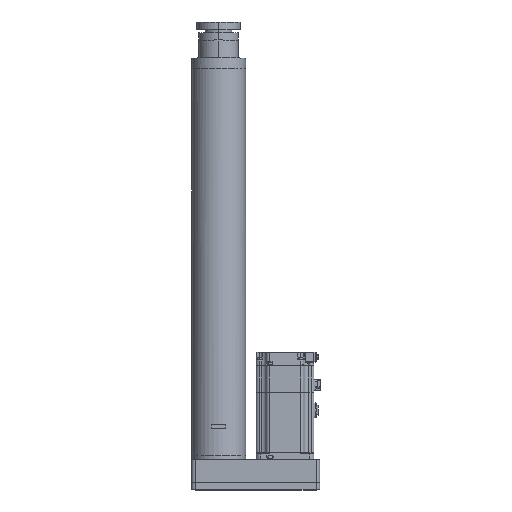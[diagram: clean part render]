
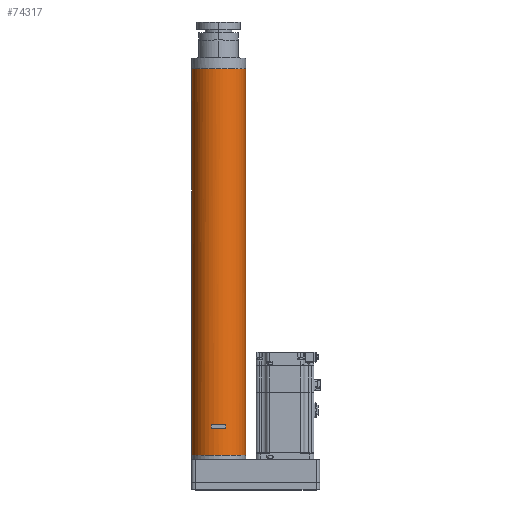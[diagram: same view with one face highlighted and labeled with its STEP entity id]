
A CAD part, top view. The second image highlights one B-rep face of the part: STEP entity #74317.
In plain terms, the highlighted cylindrical face has radius 37.5 mm (diameter 75 mm), a partial arc.
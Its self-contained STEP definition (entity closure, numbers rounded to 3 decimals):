
#2532 = B_SPLINE_CURVE_WITH_KNOTS ( 'NONE', 3,
 ( #96077, #34285, #106677, #45681, #69305, #71707, #31875, #95280, #96884, #7448, #145672, #119676, #121275, #47279, #134278, #131872, #57906, #81458, #83884, #157096, #146467, #133494, #22073, #122050, #84661, #22860, #56271, #105866, #155463, #44061, #19665, #20466, #32675, #118867 ),
 .UNSPECIFIED., .F., .F.,
 ( 4, 2, 2, 2, 2, 2, 2, 2, 2, 2, 2, 2, 2, 2, 2, 2, 4 ),
 ( 0.5, 0.531, 0.563, 0.594, 0.625, 0.656, 0.688, 0.719, 0.75, 0.781, 0.813, 0.844, 0.875, 0.906, 0.938, 0.969, 1. ),
 .UNSPECIFIED. ) ;
#6395 = VERTEX_POINT ( 'NONE', #37906 ) ;
#7448 = CARTESIAN_POINT ( 'NONE',  ( 24.784, -28.256, 0. ) ) ;
#7574 = ORIENTED_EDGE ( 'NONE', *, *, #139892, .F. ) ;
#8537 = LINE ( 'NONE', #20749, #68140 ) ;
#19665 = CARTESIAN_POINT ( 'NONE',  ( -36.305, -9.724, 0. ) ) ;
#20466 = CARTESIAN_POINT ( 'NONE',  ( -37.263, -4.909, 0. ) ) ;
#20749 = CARTESIAN_POINT ( 'NONE',  ( 37.5, 0., 557. ) ) ;
#22073 = CARTESIAN_POINT ( 'NONE',  ( -18.796, -32.548, 0. ) ) ;
#22308 = CARTESIAN_POINT ( 'NONE',  ( -37.5, 0., 537. ) ) ;
#22860 = CARTESIAN_POINT ( 'NONE',  ( -28.256, -24.784, 0. ) ) ;
#23592 = DIRECTION ( 'NONE',  ( 0., 0., 1. ) ) ;
#24986 = DIRECTION ( 'NONE',  ( -1., 0., 0. ) ) ;
#31875 = CARTESIAN_POINT ( 'NONE',  ( 32.548, -18.796, 0. ) ) ;
#32675 = CARTESIAN_POINT ( 'NONE',  ( -37.505, -2.455, 0. ) ) ;
#34285 = CARTESIAN_POINT ( 'NONE',  ( 37.505, -2.455, 0. ) ) ;
#37906 = CARTESIAN_POINT ( 'NONE',  ( -37.503, 0., 0. ) ) ;
#44061 = CARTESIAN_POINT ( 'NONE',  ( -35.589, -12.085, 0. ) ) ;
#44776 = VERTEX_POINT ( 'NONE', #117915 ) ;
#45681 = CARTESIAN_POINT ( 'NONE',  ( 36.305, -9.724, 0. ) ) ;
#47279 = CARTESIAN_POINT ( 'NONE',  ( 12.085, -35.589, 0. ) ) ;
#56271 = CARTESIAN_POINT ( 'NONE',  ( -29.821, -22.878, 0. ) ) ;
#57906 = CARTESIAN_POINT ( 'NONE',  ( 2.455, -37.505, 0. ) ) ;
#59105 = AXIS2_PLACEMENT_3D ( 'NONE', #122603, #138006, #24986 ) ;
#60025 = EDGE_CURVE ( 'NONE', #151790, #6395, #2532, .T. ) ;
#66403 = EDGE_CURVE ( 'NONE', #112570, #6395, #83889, .T. ) ;
#68140 = VECTOR ( 'NONE', #107773, 1000. ) ;
#68543 = VECTOR ( 'NONE', #120494, 1000. ) ;
#69305 = CARTESIAN_POINT ( 'NONE',  ( 35.589, -12.085, 0. ) ) ;
#71707 = CARTESIAN_POINT ( 'NONE',  ( 33.711, -16.62, 0. ) ) ;
#73210 = DIRECTION ( 'NONE',  ( 1., 0., 0. ) ) ;
#74317 = ADVANCED_FACE ( 'NONE', ( #129402 ), #125802, .T. ) ;
#76288 = ORIENTED_EDGE ( 'NONE', *, *, #60025, .F. ) ;
#79513 = AXIS2_PLACEMENT_3D ( 'NONE', #96820, #23592, #73210 ) ;
#81458 = CARTESIAN_POINT ( 'NONE',  ( -2.455, -37.505, 0. ) ) ;
#83884 = CARTESIAN_POINT ( 'NONE',  ( -4.909, -37.263, 0. ) ) ;
#83889 = LINE ( 'NONE', #146474, #68543 ) ;
#84661 = CARTESIAN_POINT ( 'NONE',  ( -24.784, -28.256, 0. ) ) ;
#92483 = CIRCLE ( 'NONE', #79513, 37.5 ) ;
#95280 = CARTESIAN_POINT ( 'NONE',  ( 29.821, -22.878, 0. ) ) ;
#96077 = CARTESIAN_POINT ( 'NONE',  ( 37.503, 0., 0. ) ) ;
#96820 = CARTESIAN_POINT ( 'NONE',  ( 0., 0., 537. ) ) ;
#96884 = CARTESIAN_POINT ( 'NONE',  ( 28.256, -24.784, 0. ) ) ;
#105866 = CARTESIAN_POINT ( 'NONE',  ( -32.548, -18.796, 0. ) ) ;
#106677 = CARTESIAN_POINT ( 'NONE',  ( 37.263, -4.909, 0. ) ) ;
#107773 = DIRECTION ( 'NONE',  ( 0., 0., -1. ) ) ;
#112570 = VERTEX_POINT ( 'NONE', #22308 ) ;
#115437 = CARTESIAN_POINT ( 'NONE',  ( 37.503, 0., 0. ) ) ;
#117915 = CARTESIAN_POINT ( 'NONE',  ( 37.5, 0., 537. ) ) ;
#118867 = CARTESIAN_POINT ( 'NONE',  ( -37.503, 0., 0. ) ) ;
#119676 = CARTESIAN_POINT ( 'NONE',  ( 18.796, -32.548, 0. ) ) ;
#120494 = DIRECTION ( 'NONE',  ( 0., 0., -1. ) ) ;
#121275 = CARTESIAN_POINT ( 'NONE',  ( 16.62, -33.711, 0. ) ) ;
#122050 = CARTESIAN_POINT ( 'NONE',  ( -22.878, -29.821, 0. ) ) ;
#122536 = EDGE_LOOP ( 'NONE', ( #135610, #7574, #142153, #76288 ) ) ;
#122603 = CARTESIAN_POINT ( 'NONE',  ( 0., 0., 557. ) ) ;
#125802 = CYLINDRICAL_SURFACE ( 'NONE', #59105, 37.5 ) ;
#129402 = FACE_OUTER_BOUND ( 'NONE', #122536, .T. ) ;
#131872 = CARTESIAN_POINT ( 'NONE',  ( 4.909, -37.263, 0. ) ) ;
#133494 = CARTESIAN_POINT ( 'NONE',  ( -16.62, -33.711, 0. ) ) ;
#134278 = CARTESIAN_POINT ( 'NONE',  ( 9.724, -36.305, 0. ) ) ;
#135610 = ORIENTED_EDGE ( 'NONE', *, *, #149200, .F. ) ;
#138006 = DIRECTION ( 'NONE',  ( 0., 0., -1. ) ) ;
#139892 = EDGE_CURVE ( 'NONE', #112570, #44776, #92483, .T. ) ;
#142153 = ORIENTED_EDGE ( 'NONE', *, *, #66403, .T. ) ;
#145672 = CARTESIAN_POINT ( 'NONE',  ( 22.878, -29.821, 0. ) ) ;
#146467 = CARTESIAN_POINT ( 'NONE',  ( -12.085, -35.589, 0. ) ) ;
#146474 = CARTESIAN_POINT ( 'NONE',  ( -37.5, 0., 557. ) ) ;
#149200 = EDGE_CURVE ( 'NONE', #44776, #151790, #8537, .T. ) ;
#151790 = VERTEX_POINT ( 'NONE', #115437 ) ;
#155463 = CARTESIAN_POINT ( 'NONE',  ( -33.711, -16.62, 0. ) ) ;
#157096 = CARTESIAN_POINT ( 'NONE',  ( -9.724, -36.305, 0. ) ) ;
